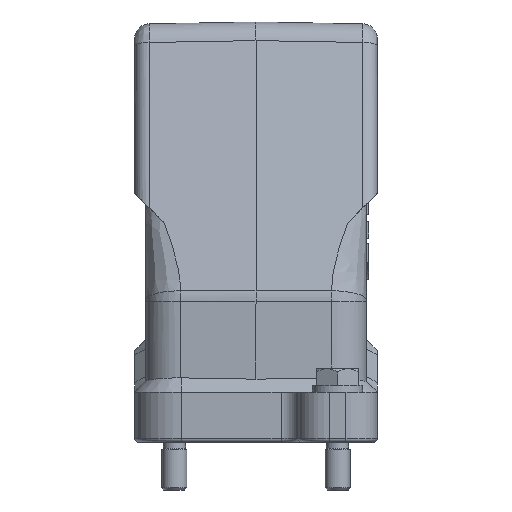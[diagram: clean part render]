
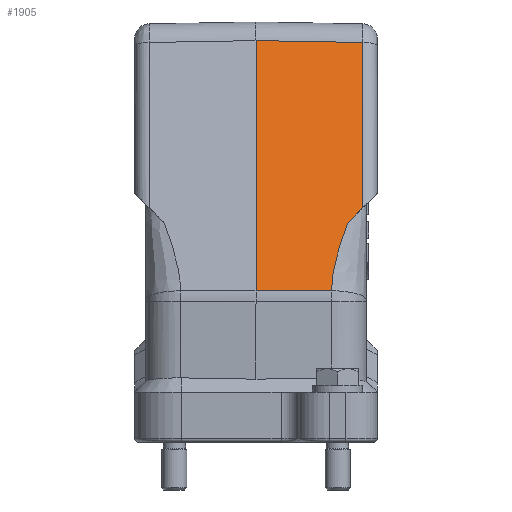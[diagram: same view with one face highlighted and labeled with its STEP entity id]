
A CAD part, left-side view. The second image highlights one B-rep face of the part: STEP entity #1905.
In plain terms, the highlighted planar face has unit normal (-0.966, -0.018, 0.259).
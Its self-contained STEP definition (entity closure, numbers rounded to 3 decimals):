
#1223=FACE_OUTER_BOUND('',#2664,.T.);
#1629=(
BOUNDED_CURVE()
B_SPLINE_CURVE(3,(#13542,#13543,#13544,#13545,#13546,#13547,#13548,#13549,
#13550,#13551),.UNSPECIFIED.,.F.,.F.)
B_SPLINE_CURVE_WITH_KNOTS((4,3,3,4),(0.,0.192,0.32,
1.),.UNSPECIFIED.)
CURVE()
GEOMETRIC_REPRESENTATION_ITEM()
RATIONAL_B_SPLINE_CURVE((1.,1.,1.,1.,1.,1.,1.,1.,1.,1.))
REPRESENTATION_ITEM('')
);
#1905=ADVANCED_FACE('',(#1223),#2290,.T.);
#2290=PLANE('',#8586);
#2664=EDGE_LOOP('',(#3705,#3706,#3707,#3708,#3709,#3710));
#3705=ORIENTED_EDGE('',*,*,#6325,.T.);
#3706=ORIENTED_EDGE('',*,*,#6326,.T.);
#3707=ORIENTED_EDGE('',*,*,#6310,.T.);
#3708=ORIENTED_EDGE('',*,*,#6327,.T.);
#3709=ORIENTED_EDGE('',*,*,#6328,.T.);
#3710=ORIENTED_EDGE('',*,*,#6329,.T.);
#5558=VERTEX_POINT('',#13489);
#5559=VERTEX_POINT('',#13490);
#5570=VERTEX_POINT('',#13537);
#5571=VERTEX_POINT('',#13538);
#5572=VERTEX_POINT('',#13541);
#5573=VERTEX_POINT('',#13552);
#6310=EDGE_CURVE('',#5558,#5559,#7133,.T.);
#6325=EDGE_CURVE('',#5570,#5571,#7145,.T.);
#6326=EDGE_CURVE('',#5571,#5558,#7146,.T.);
#6327=EDGE_CURVE('',#5559,#5572,#7147,.T.);
#6328=EDGE_CURVE('',#5572,#5573,#1629,.T.);
#6329=EDGE_CURVE('',#5573,#5570,#7148,.T.);
#7133=LINE('',#13488,#7708);
#7145=LINE('',#13536,#7720);
#7146=LINE('',#13539,#7721);
#7147=LINE('',#13540,#7722);
#7148=LINE('',#13553,#7723);
#7708=VECTOR('',#9737,1.);
#7720=VECTOR('',#9757,1.);
#7721=VECTOR('',#9758,1.);
#7722=VECTOR('',#9759,1.);
#7723=VECTOR('',#9760,1.);
#8586=AXIS2_PLACEMENT_3D('',#13554,#9761,#9762);
#9737=DIRECTION('',(-0.259,0.,-0.966));
#9757=DIRECTION('',(0.259,0.,0.966));
#9758=DIRECTION('',(-0.013,1.,0.017));
#9759=DIRECTION('',(0.017,-1.,-0.002));
#9760=DIRECTION('',(0.198,-0.693,0.693));
#9761=DIRECTION('',(-0.966,-0.017,0.259));
#9762=DIRECTION('',(0.259,0.,0.966));
#13488=CARTESIAN_POINT('',(-27.449,0.,82.45));
#13489=CARTESIAN_POINT('',(-28.641,0.,78.004));
#13490=CARTESIAN_POINT('',(-44.659,0.,18.221));
#13536=CARTESIAN_POINT('',(-27.119,-25.561,81.959));
#13537=CARTESIAN_POINT('',(-38.895,-25.561,38.011));
#13538=CARTESIAN_POINT('',(-28.298,-25.561,77.557));
#13539=CARTESIAN_POINT('',(-28.642,0.062,78.005));
#13540=CARTESIAN_POINT('',(-44.657,-0.153,18.221));
#13541=CARTESIAN_POINT('',(-44.344,-18.048,18.18));
#13542=CARTESIAN_POINT('',(-44.344,-18.048,18.18));
#13543=CARTESIAN_POINT('',(-43.235,-18.048,22.322));
#13544=CARTESIAN_POINT('',(-42.104,-19.277,26.458));
#13545=CARTESIAN_POINT('',(-40.974,-20.505,30.594));
#13546=CARTESIAN_POINT('',(-40.22,-21.324,33.351));
#13547=CARTESIAN_POINT('',(-39.453,-22.961,36.105));
#13548=CARTESIAN_POINT('',(-38.713,-22.961,38.866));
#13549=CARTESIAN_POINT('',(-34.775,-22.961,53.561));
#13550=CARTESIAN_POINT('',(-30.838,-22.961,68.256));
#13551=CARTESIAN_POINT('',(-26.9,-22.961,82.952));
#13552=CARTESIAN_POINT('',(-39.943,-21.895,34.345));
#13553=CARTESIAN_POINT('',(-35.851,-36.202,48.652));
#13554=CARTESIAN_POINT('',(-27.449,0.,82.45));
